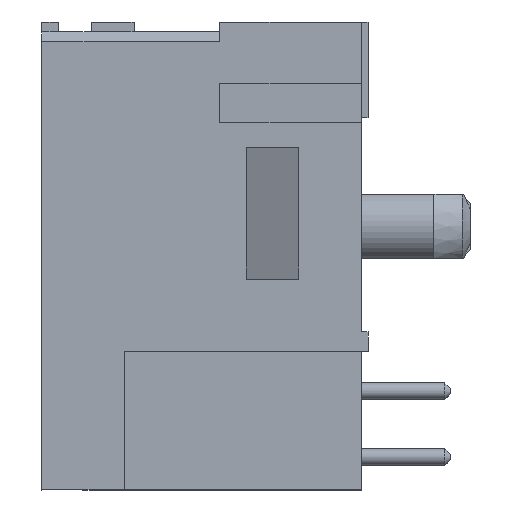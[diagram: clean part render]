
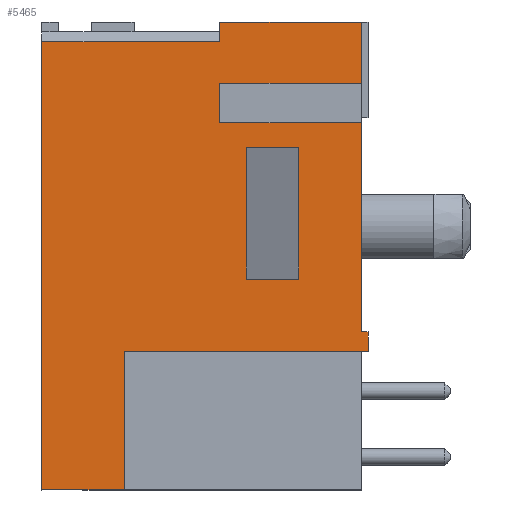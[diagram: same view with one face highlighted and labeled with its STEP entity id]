
A CAD part, left-side view. The second image highlights one B-rep face of the part: STEP entity #5465.
In plain terms, the highlighted planar face has unit normal (-1, 0, 0).
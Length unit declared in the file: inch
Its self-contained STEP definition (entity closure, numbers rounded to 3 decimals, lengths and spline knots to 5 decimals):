
#4 = VECTOR ( 'NONE', #3175, 39.37008 ) ;
#22 = ORIENTED_EDGE ( 'NONE', *, *, #2634, .T. ) ;
#44 = CARTESIAN_POINT ( 'NONE',  ( -0.3, 0.495, 0.355 ) ) ;
#60 = LINE ( 'NONE', #44, #4497 ) ;
#69 = VERTEX_POINT ( 'NONE', #3567 ) ;
#100 = VECTOR ( 'NONE', #130, 39.37008 ) ;
#130 = DIRECTION ( 'NONE',  ( 0., -1., 0. ) ) ;
#166 = LINE ( 'NONE', #5565, #3743 ) ;
#196 = LINE ( 'NONE', #2710, #100 ) ;
#316 = ORIENTED_EDGE ( 'NONE', *, *, #5044, .F. ) ;
#442 = DIRECTION ( 'NONE',  ( 0., 0., 1. ) ) ;
#482 = FACE_OUTER_BOUND ( 'NONE', #1152, .T. ) ;
#725 = CARTESIAN_POINT ( 'NONE',  ( -0.3, 0.225, 0.355 ) ) ;
#771 = DIRECTION ( 'NONE',  ( 0., -1., 0. ) ) ;
#811 = CARTESIAN_POINT ( 'NONE',  ( -0.3, 0.495, -0.355 ) ) ;
#847 = DIRECTION ( 'NONE',  ( 0., 0., -1. ) ) ;
#926 = EDGE_CURVE ( 'NONE', #6327, #1385, #5117, .T. ) ;
#981 = VERTEX_POINT ( 'NONE', #4170 ) ;
#1007 = CARTESIAN_POINT ( 'NONE',  ( -0.3, 0.01, 0.355 ) ) ;
#1078 = LINE ( 'NONE', #811, #1604 ) ;
#1152 = EDGE_LOOP ( 'NONE', ( #3450, #2650, #3908, #4938, #5856, #1923, #6488, #4609, #22, #4016, #3408, #6527, #6195, #6336 ) ) ;
#1199 = DIRECTION ( 'NONE',  ( 0., 0., -1. ) ) ;
#1253 = EDGE_CURVE ( 'NONE', #1425, #3353, #6871, .T. ) ;
#1307 = EDGE_CURVE ( 'NONE', #2971, #4666, #196, .T. ) ;
#1369 = LINE ( 'NONE', #3962, #6356 ) ;
#1385 = VERTEX_POINT ( 'NONE', #6033 ) ;
#1425 = VERTEX_POINT ( 'NONE', #725 ) ;
#1431 = CARTESIAN_POINT ( 'NONE',  ( -0.3, 0.495, -0.145 ) ) ;
#1440 = LINE ( 'NONE', #4301, #4 ) ;
#1507 = CARTESIAN_POINT ( 'NONE',  ( -0.3, 0.225, 0.202 ) ) ;
#1516 = EDGE_CURVE ( 'NONE', #3593, #69, #1955, .T. ) ;
#1565 = CARTESIAN_POINT ( 'NONE',  ( -0.3, 0.225, 0.325 ) ) ;
#1570 = EDGE_CURVE ( 'NONE', #6218, #6862, #5445, .T. ) ;
#1587 = LINE ( 'NONE', #6460, #4240 ) ;
#1604 = VECTOR ( 'NONE', #771, 39.37008 ) ;
#1680 = VERTEX_POINT ( 'NONE', #4829 ) ;
#1757 = DIRECTION ( 'NONE',  ( 0., 0., -1. ) ) ;
#1856 = CARTESIAN_POINT ( 'NONE',  ( -0.3, 0.01, 0.355 ) ) ;
#1895 = CARTESIAN_POINT ( 'NONE',  ( -0.3, 0.185, 0.165 ) ) ;
#1923 = ORIENTED_EDGE ( 'NONE', *, *, #926, .T. ) ;
#1955 = LINE ( 'NONE', #4089, #4780 ) ;
#2040 = VECTOR ( 'NONE', #3992, 39.37008 ) ;
#2168 = VECTOR ( 'NONE', #4723, 39.37008 ) ;
#2170 = CARTESIAN_POINT ( 'NONE',  ( -0.3, 0.225, 0.355 ) ) ;
#2176 = LINE ( 'NONE', #2540, #6005 ) ;
#2206 = VECTOR ( 'NONE', #5699, 39.37008 ) ;
#2264 = EDGE_CURVE ( 'NONE', #4264, #981, #1440, .T. ) ;
#2286 = VECTOR ( 'NONE', #1757, 39.37008 ) ;
#2369 = VECTOR ( 'NONE', #5453, 39.37008 ) ;
#2419 = LINE ( 'NONE', #1895, #3648 ) ;
#2540 = CARTESIAN_POINT ( 'NONE',  ( -0.3, 0.37, 0.355 ) ) ;
#2592 = EDGE_CURVE ( 'NONE', #3313, #6218, #4694, .T. ) ;
#2601 = CARTESIAN_POINT ( 'NONE',  ( -0.3, 0.225, 0. ) ) ;
#2634 = EDGE_CURVE ( 'NONE', #69, #4666, #3860, .T. ) ;
#2650 = ORIENTED_EDGE ( 'NONE', *, *, #4651, .T. ) ;
#2661 = CARTESIAN_POINT ( 'NONE',  ( -0.3, 0.225, 0.262 ) ) ;
#2710 = CARTESIAN_POINT ( 'NONE',  ( -0.3, 0., 0.202 ) ) ;
#2726 = EDGE_CURVE ( 'NONE', #6925, #1680, #1369, .T. ) ;
#2781 = CARTESIAN_POINT ( 'NONE',  ( -0.3, 0.495, -0.355 ) ) ;
#2802 = VECTOR ( 'NONE', #6131, 39.37008 ) ;
#2806 = CARTESIAN_POINT ( 'NONE',  ( -0.3, 0., 0.262 ) ) ;
#2853 = VERTEX_POINT ( 'NONE', #3855 ) ;
#2971 = VERTEX_POINT ( 'NONE', #1507 ) ;
#3062 = DIRECTION ( 'NONE',  ( 0., 1., 0. ) ) ;
#3083 = DIRECTION ( 'NONE',  ( 0., 0., 1. ) ) ;
#3175 = DIRECTION ( 'NONE',  ( 0., 0., -1. ) ) ;
#3277 = CARTESIAN_POINT ( 'NONE',  ( -0.3, 0.495, 0.355 ) ) ;
#3313 = VERTEX_POINT ( 'NONE', #2661 ) ;
#3353 = VERTEX_POINT ( 'NONE', #1565 ) ;
#3361 = VERTEX_POINT ( 'NONE', #2781 ) ;
#3408 = ORIENTED_EDGE ( 'NONE', *, *, #4324, .F. ) ;
#3450 = ORIENTED_EDGE ( 'NONE', *, *, #1253, .T. ) ;
#3455 = CARTESIAN_POINT ( 'NONE',  ( -0.3, 0.185, 0.165 ) ) ;
#3531 = DIRECTION ( 'NONE',  ( 0., 1., 0. ) ) ;
#3533 = EDGE_CURVE ( 'NONE', #3361, #2853, #1078, .T. ) ;
#3567 = CARTESIAN_POINT ( 'NONE',  ( -0.3, 0.01, -0.115 ) ) ;
#3593 = VERTEX_POINT ( 'NONE', #4730 ) ;
#3648 = VECTOR ( 'NONE', #6683, 39.37008 ) ;
#3743 = VECTOR ( 'NONE', #4763, 39.37008 ) ;
#3770 = EDGE_CURVE ( 'NONE', #2853, #6327, #2176, .T. ) ;
#3783 = ORIENTED_EDGE ( 'NONE', *, *, #2264, .T. ) ;
#3855 = CARTESIAN_POINT ( 'NONE',  ( -0.3, 0.37, -0.355 ) ) ;
#3860 = LINE ( 'NONE', #6642, #2040 ) ;
#3898 = LINE ( 'NONE', #6221, #4482 ) ;
#3908 = ORIENTED_EDGE ( 'NONE', *, *, #4223, .F. ) ;
#3962 = CARTESIAN_POINT ( 'NONE',  ( -0.3, 0.185, 0.165 ) ) ;
#3979 = CARTESIAN_POINT ( 'NONE',  ( -0.3, 0.01, 0.262 ) ) ;
#3992 = DIRECTION ( 'NONE',  ( 0., 0., 1. ) ) ;
#4016 = ORIENTED_EDGE ( 'NONE', *, *, #1307, .F. ) ;
#4050 = CARTESIAN_POINT ( 'NONE',  ( -0.3, 0.495, 0.325 ) ) ;
#4062 = DIRECTION ( 'NONE',  ( 0., -1., 0. ) ) ;
#4089 = CARTESIAN_POINT ( 'NONE',  ( -0.3, 0., -0.115 ) ) ;
#4170 = CARTESIAN_POINT ( 'NONE',  ( -0.3, 0.105, -0.035 ) ) ;
#4223 = EDGE_CURVE ( 'NONE', #3361, #4256, #60, .T. ) ;
#4240 = VECTOR ( 'NONE', #4062, 39.37008 ) ;
#4256 = VERTEX_POINT ( 'NONE', #4050 ) ;
#4264 = VERTEX_POINT ( 'NONE', #5438 ) ;
#4301 = CARTESIAN_POINT ( 'NONE',  ( -0.3, 0.105, 0.165 ) ) ;
#4324 = EDGE_CURVE ( 'NONE', #3313, #2971, #6834, .T. ) ;
#4482 = VECTOR ( 'NONE', #3062, 39.37008 ) ;
#4497 = VECTOR ( 'NONE', #5869, 39.37008 ) ;
#4567 = CARTESIAN_POINT ( 'NONE',  ( -0.3, 0., 0. ) ) ;
#4609 = ORIENTED_EDGE ( 'NONE', *, *, #1516, .T. ) ;
#4647 = LINE ( 'NONE', #4567, #2802 ) ;
#4651 = EDGE_CURVE ( 'NONE', #3353, #4256, #3898, .T. ) ;
#4666 = VERTEX_POINT ( 'NONE', #6198 ) ;
#4694 = LINE ( 'NONE', #2806, #2369 ) ;
#4723 = DIRECTION ( 'NONE',  ( 0., 0., -1. ) ) ;
#4730 = CARTESIAN_POINT ( 'NONE',  ( -0.3, 0., -0.115 ) ) ;
#4763 = DIRECTION ( 'NONE',  ( 0., -1., 0. ) ) ;
#4780 = VECTOR ( 'NONE', #3531, 39.37008 ) ;
#4829 = CARTESIAN_POINT ( 'NONE',  ( -0.3, 0.185, -0.035 ) ) ;
#4920 = EDGE_LOOP ( 'NONE', ( #3783, #316, #6833, #6189 ) ) ;
#4938 = ORIENTED_EDGE ( 'NONE', *, *, #3533, .T. ) ;
#5044 = EDGE_CURVE ( 'NONE', #1680, #981, #166, .T. ) ;
#5117 = LINE ( 'NONE', #1431, #2206 ) ;
#5145 = CARTESIAN_POINT ( 'NONE',  ( -0.3, 0.37, -0.145 ) ) ;
#5342 = EDGE_CURVE ( 'NONE', #1425, #6862, #1587, .T. ) ;
#5438 = CARTESIAN_POINT ( 'NONE',  ( -0.3, 0.105, 0.165 ) ) ;
#5445 = LINE ( 'NONE', #1007, #6440 ) ;
#5453 = DIRECTION ( 'NONE',  ( 0., -1., 0. ) ) ;
#5465 = ADVANCED_FACE ( 'NONE', ( #6087, #482 ), #6475, .F. ) ;
#5565 = CARTESIAN_POINT ( 'NONE',  ( -0.3, 0.185, -0.035 ) ) ;
#5649 = EDGE_CURVE ( 'NONE', #6925, #4264, #2419, .T. ) ;
#5699 = DIRECTION ( 'NONE',  ( 0., -1., 0. ) ) ;
#5722 = AXIS2_PLACEMENT_3D ( 'NONE', #3277, #6555, #1199 ) ;
#5856 = ORIENTED_EDGE ( 'NONE', *, *, #3770, .T. ) ;
#5869 = DIRECTION ( 'NONE',  ( 0., 0., 1. ) ) ;
#6005 = VECTOR ( 'NONE', #442, 39.37008 ) ;
#6033 = CARTESIAN_POINT ( 'NONE',  ( -0.3, 0., -0.145 ) ) ;
#6087 = FACE_BOUND ( 'NONE', #4920, .T. ) ;
#6131 = DIRECTION ( 'NONE',  ( 0., 0., -1. ) ) ;
#6189 = ORIENTED_EDGE ( 'NONE', *, *, #5649, .T. ) ;
#6195 = ORIENTED_EDGE ( 'NONE', *, *, #1570, .T. ) ;
#6198 = CARTESIAN_POINT ( 'NONE',  ( -0.3, 0.01, 0.202 ) ) ;
#6218 = VERTEX_POINT ( 'NONE', #3979 ) ;
#6221 = CARTESIAN_POINT ( 'NONE',  ( -0.3, 0.495, 0.325 ) ) ;
#6327 = VERTEX_POINT ( 'NONE', #5145 ) ;
#6336 = ORIENTED_EDGE ( 'NONE', *, *, #5342, .F. ) ;
#6356 = VECTOR ( 'NONE', #847, 39.37008 ) ;
#6440 = VECTOR ( 'NONE', #3083, 39.37008 ) ;
#6460 = CARTESIAN_POINT ( 'NONE',  ( -0.3, 0.495, 0.355 ) ) ;
#6475 = PLANE ( 'NONE',  #5722 ) ;
#6488 = ORIENTED_EDGE ( 'NONE', *, *, #6917, .F. ) ;
#6527 = ORIENTED_EDGE ( 'NONE', *, *, #2592, .T. ) ;
#6555 = DIRECTION ( 'NONE',  ( 1., 0., 0. ) ) ;
#6642 = CARTESIAN_POINT ( 'NONE',  ( -0.3, 0.01, 0.355 ) ) ;
#6683 = DIRECTION ( 'NONE',  ( 0., -1., 0. ) ) ;
#6833 = ORIENTED_EDGE ( 'NONE', *, *, #2726, .F. ) ;
#6834 = LINE ( 'NONE', #2601, #2168 ) ;
#6862 = VERTEX_POINT ( 'NONE', #1856 ) ;
#6871 = LINE ( 'NONE', #2170, #2286 ) ;
#6917 = EDGE_CURVE ( 'NONE', #3593, #1385, #4647, .T. ) ;
#6925 = VERTEX_POINT ( 'NONE', #3455 ) ;
